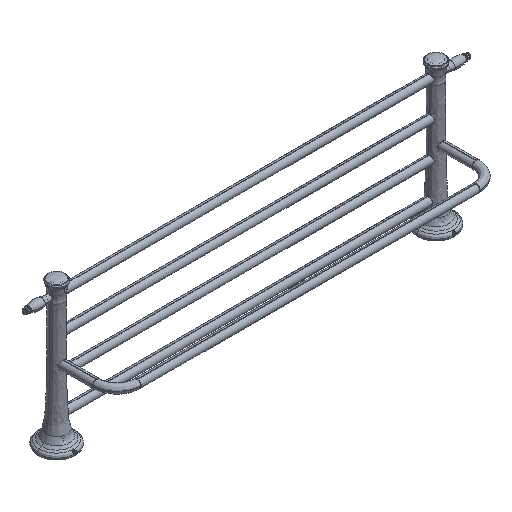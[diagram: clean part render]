
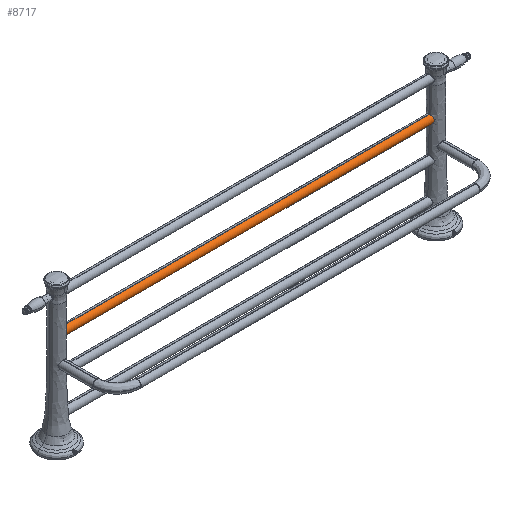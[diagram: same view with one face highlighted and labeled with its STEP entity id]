
A CAD part, isometric view. The second image highlights one B-rep face of the part: STEP entity #8717.
In plain terms, the highlighted cylindrical face has radius 6 mm (diameter 12 mm), a partial arc.
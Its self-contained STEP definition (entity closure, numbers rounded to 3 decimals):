
#1104 = CARTESIAN_POINT ( 'NONE',  ( 281., 0., 0. ) ) ;
#2554 = CARTESIAN_POINT ( 'NONE',  ( -281., 0., -6. ) ) ;
#2873 = CIRCLE ( 'NONE', #20816, 6. ) ;
#2911 = CARTESIAN_POINT ( 'NONE',  ( -281., 0., 0. ) ) ;
#3245 = CARTESIAN_POINT ( 'NONE',  ( -281., 0., 6. ) ) ;
#3254 = LINE ( 'NONE', #17245, #18330 ) ;
#4120 = DIRECTION ( 'NONE',  ( 1., 0., 0. ) ) ;
#5795 = ORIENTED_EDGE ( 'NONE', *, *, #11612, .T. ) ;
#5840 = CARTESIAN_POINT ( 'NONE',  ( -281., 0., 0. ) ) ;
#6784 = DIRECTION ( 'NONE',  ( 1., 0., 0. ) ) ;
#7486 = AXIS2_PLACEMENT_3D ( 'NONE', #5840, #4120, #18119 ) ;
#8085 = VERTEX_POINT ( 'NONE', #13656 ) ;
#8091 = DIRECTION ( 'NONE',  ( 0., 0., -1. ) ) ;
#8175 = DIRECTION ( 'NONE',  ( 1., 0., 0. ) ) ;
#8632 = VECTOR ( 'NONE', #6784, 1000. ) ;
#8717 = ADVANCED_FACE ( 'NONE', ( #9521 ), #21566, .T. ) ;
#9521 = FACE_OUTER_BOUND ( 'NONE', #20114, .T. ) ;
#10946 = EDGE_CURVE ( 'NONE', #8085, #15448, #17121, .T. ) ;
#11141 = EDGE_CURVE ( 'NONE', #13464, #15448, #21107, .T. ) ;
#11147 = ORIENTED_EDGE ( 'NONE', *, *, #10946, .F. ) ;
#11612 = EDGE_CURVE ( 'NONE', #8085, #17760, #2873, .T. ) ;
#13464 = VERTEX_POINT ( 'NONE', #19857 ) ;
#13656 = CARTESIAN_POINT ( 'NONE',  ( -281., 0., 6. ) ) ;
#14131 = AXIS2_PLACEMENT_3D ( 'NONE', #1104, #15417, #8091 ) ;
#15417 = DIRECTION ( 'NONE',  ( -1., 0., 0. ) ) ;
#15448 = VERTEX_POINT ( 'NONE', #17879 ) ;
#16785 = DIRECTION ( 'NONE',  ( 0., 0., -1. ) ) ;
#17121 = LINE ( 'NONE', #3245, #8632 ) ;
#17245 = CARTESIAN_POINT ( 'NONE',  ( -281., 0., -6. ) ) ;
#17760 = VERTEX_POINT ( 'NONE', #2554 ) ;
#17879 = CARTESIAN_POINT ( 'NONE',  ( 281., 0., 6. ) ) ;
#17945 = ORIENTED_EDGE ( 'NONE', *, *, #22612, .T. ) ;
#18119 = DIRECTION ( 'NONE',  ( 0., 0., -1. ) ) ;
#18330 = VECTOR ( 'NONE', #22289, 1000. ) ;
#19857 = CARTESIAN_POINT ( 'NONE',  ( 281., 0., -6. ) ) ;
#20114 = EDGE_LOOP ( 'NONE', ( #11147, #5795, #17945, #20943 ) ) ;
#20816 = AXIS2_PLACEMENT_3D ( 'NONE', #2911, #8175, #16785 ) ;
#20943 = ORIENTED_EDGE ( 'NONE', *, *, #11141, .T. ) ;
#21107 = CIRCLE ( 'NONE', #14131, 6. ) ;
#21566 = CYLINDRICAL_SURFACE ( 'NONE', #7486, 6. ) ;
#22289 = DIRECTION ( 'NONE',  ( 1., 0., 0. ) ) ;
#22612 = EDGE_CURVE ( 'NONE', #17760, #13464, #3254, .T. ) ;
